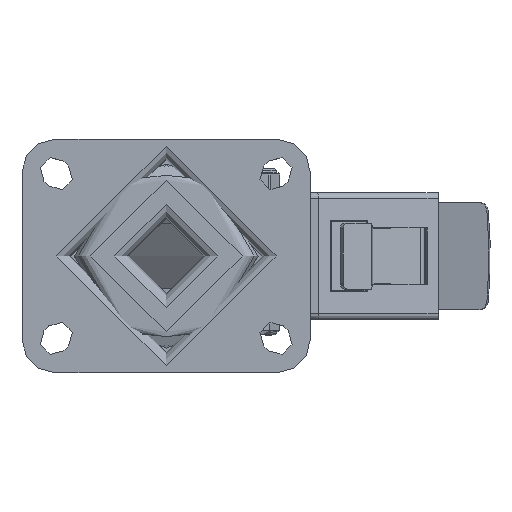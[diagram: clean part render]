
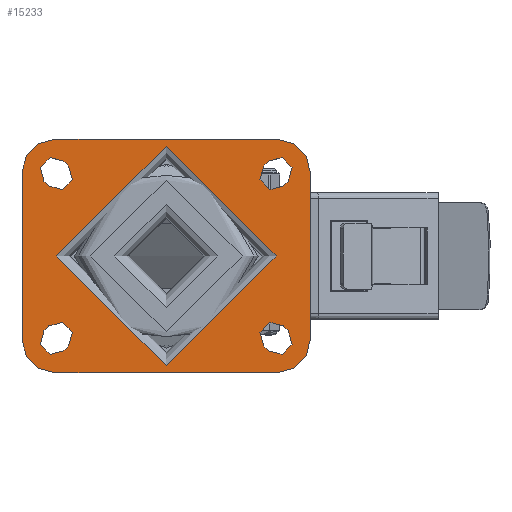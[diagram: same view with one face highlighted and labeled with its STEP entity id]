
A CAD part, top view. The second image highlights one B-rep face of the part: STEP entity #15233.
In plain terms, the highlighted planar face has unit normal (0, 0, 1).
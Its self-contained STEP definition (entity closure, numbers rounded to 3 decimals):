
#1159=FACE_BOUND('',#5587,.T.);
#1160=FACE_BOUND('',#5588,.T.);
#1161=FACE_BOUND('',#5589,.T.);
#1162=FACE_BOUND('',#5590,.T.);
#1163=FACE_BOUND('',#5591,.T.);
#1353=PLANE('',#16563);
#2262=LINE('',#26524,#3433);
#2263=LINE('',#26525,#3434);
#2264=LINE('',#26526,#3435);
#2265=LINE('',#26527,#3436);
#2266=LINE('',#26528,#3437);
#2267=LINE('',#26529,#3438);
#2268=LINE('',#26530,#3439);
#2269=LINE('',#26531,#3440);
#2270=LINE('',#26532,#3441);
#2271=LINE('',#26533,#3442);
#2272=LINE('',#26534,#3443);
#2273=LINE('',#26535,#3444);
#3433=VECTOR('',#19005,1000.);
#3434=VECTOR('',#19006,1000.);
#3435=VECTOR('',#19007,1000.);
#3436=VECTOR('',#19008,1000.);
#3437=VECTOR('',#19009,1000.);
#3438=VECTOR('',#19010,1000.);
#3439=VECTOR('',#19011,1000.);
#3440=VECTOR('',#19012,1000.);
#3441=VECTOR('',#19013,1000.);
#3442=VECTOR('',#19014,1000.);
#3443=VECTOR('',#19015,1000.);
#3444=VECTOR('',#19016,1000.);
#4591=FACE_OUTER_BOUND('',#5586,.T.);
#5586=EDGE_LOOP('',(#12362,#12363,#12364,#12365,#12366,#12367,#12368,#12369));
#5587=EDGE_LOOP('',(#12370,#12371,#12372,#12373));
#5588=EDGE_LOOP('',(#12374,#12375,#12376,#12377));
#5589=EDGE_LOOP('',(#12378,#12379,#12380,#12381));
#5590=EDGE_LOOP('',(#12382,#12383,#12384,#12385));
#5591=EDGE_LOOP('',(#12386));
#6354=CIRCLE('',#16442,5.125);
#6355=CIRCLE('',#16444,5.125);
#6358=CIRCLE('',#16448,5.125);
#6359=CIRCLE('',#16450,5.125);
#6361=CIRCLE('',#16453,5.125);
#6364=CIRCLE('',#16457,5.125);
#6365=CIRCLE('',#16459,5.125);
#6368=CIRCLE('',#16463,5.125);
#6369=CIRCLE('',#16465,12.);
#6371=CIRCLE('',#16468,12.);
#6373=CIRCLE('',#16471,12.);
#6375=CIRCLE('',#16474,12.);
#6396=CIRCLE('',#16505,40.);
#7283=VERTEX_POINT('',#26164);
#7284=VERTEX_POINT('',#26166);
#7285=VERTEX_POINT('',#26170);
#7286=VERTEX_POINT('',#26171);
#7291=VERTEX_POINT('',#26182);
#7292=VERTEX_POINT('',#26184);
#7293=VERTEX_POINT('',#26188);
#7294=VERTEX_POINT('',#26189);
#7297=VERTEX_POINT('',#26197);
#7298=VERTEX_POINT('',#26198);
#7303=VERTEX_POINT('',#26209);
#7304=VERTEX_POINT('',#26211);
#7305=VERTEX_POINT('',#26215);
#7306=VERTEX_POINT('',#26216);
#7311=VERTEX_POINT('',#26227);
#7312=VERTEX_POINT('',#26229);
#7313=VERTEX_POINT('',#26233);
#7314=VERTEX_POINT('',#26234);
#7317=VERTEX_POINT('',#26242);
#7318=VERTEX_POINT('',#26243);
#7321=VERTEX_POINT('',#26251);
#7322=VERTEX_POINT('',#26252);
#7325=VERTEX_POINT('',#26260);
#7326=VERTEX_POINT('',#26261);
#7343=VERTEX_POINT('',#26315);
#9036=EDGE_CURVE('',#7284,#7283,#6354,.T.);
#9038=EDGE_CURVE('',#7285,#7286,#6355,.T.);
#9044=EDGE_CURVE('',#7292,#7291,#6358,.T.);
#9046=EDGE_CURVE('',#7293,#7294,#6359,.T.);
#9050=EDGE_CURVE('',#7297,#7298,#6361,.T.);
#9056=EDGE_CURVE('',#7304,#7303,#6364,.T.);
#9058=EDGE_CURVE('',#7305,#7306,#6365,.T.);
#9064=EDGE_CURVE('',#7312,#7311,#6368,.T.);
#9066=EDGE_CURVE('',#7313,#7314,#6369,.T.);
#9070=EDGE_CURVE('',#7317,#7318,#6371,.T.);
#9074=EDGE_CURVE('',#7321,#7322,#6373,.T.);
#9078=EDGE_CURVE('',#7325,#7326,#6375,.T.);
#9105=EDGE_CURVE('',#7343,#7343,#6396,.T.);
#9209=EDGE_CURVE('',#7322,#7325,#2262,.T.);
#9210=EDGE_CURVE('',#7318,#7321,#2263,.T.);
#9211=EDGE_CURVE('',#7314,#7317,#2264,.T.);
#9212=EDGE_CURVE('',#7326,#7313,#2265,.T.);
#9213=EDGE_CURVE('',#7283,#7285,#2266,.T.);
#9214=EDGE_CURVE('',#7286,#7284,#2267,.T.);
#9215=EDGE_CURVE('',#7291,#7293,#2268,.T.);
#9216=EDGE_CURVE('',#7294,#7292,#2269,.T.);
#9217=EDGE_CURVE('',#7298,#7304,#2270,.T.);
#9218=EDGE_CURVE('',#7303,#7297,#2271,.T.);
#9219=EDGE_CURVE('',#7306,#7312,#2272,.T.);
#9220=EDGE_CURVE('',#7311,#7305,#2273,.T.);
#12362=ORIENTED_EDGE('',*,*,#9078,.F.);
#12363=ORIENTED_EDGE('',*,*,#9209,.F.);
#12364=ORIENTED_EDGE('',*,*,#9074,.F.);
#12365=ORIENTED_EDGE('',*,*,#9210,.F.);
#12366=ORIENTED_EDGE('',*,*,#9070,.F.);
#12367=ORIENTED_EDGE('',*,*,#9211,.F.);
#12368=ORIENTED_EDGE('',*,*,#9066,.F.);
#12369=ORIENTED_EDGE('',*,*,#9212,.F.);
#12370=ORIENTED_EDGE('',*,*,#9213,.T.);
#12371=ORIENTED_EDGE('',*,*,#9038,.T.);
#12372=ORIENTED_EDGE('',*,*,#9214,.T.);
#12373=ORIENTED_EDGE('',*,*,#9036,.T.);
#12374=ORIENTED_EDGE('',*,*,#9215,.T.);
#12375=ORIENTED_EDGE('',*,*,#9046,.T.);
#12376=ORIENTED_EDGE('',*,*,#9216,.T.);
#12377=ORIENTED_EDGE('',*,*,#9044,.T.);
#12378=ORIENTED_EDGE('',*,*,#9217,.T.);
#12379=ORIENTED_EDGE('',*,*,#9056,.T.);
#12380=ORIENTED_EDGE('',*,*,#9218,.T.);
#12381=ORIENTED_EDGE('',*,*,#9050,.T.);
#12382=ORIENTED_EDGE('',*,*,#9219,.T.);
#12383=ORIENTED_EDGE('',*,*,#9064,.T.);
#12384=ORIENTED_EDGE('',*,*,#9220,.T.);
#12385=ORIENTED_EDGE('',*,*,#9058,.T.);
#12386=ORIENTED_EDGE('',*,*,#9105,.F.);
#15233=ADVANCED_FACE('',(#4591,#1159,#1160,#1161,#1162,#1163),#1353,.T.);
#16442=AXIS2_PLACEMENT_3D('',#26167,#18685,#18686);
#16444=AXIS2_PLACEMENT_3D('',#26172,#18690,#18691);
#16448=AXIS2_PLACEMENT_3D('',#26185,#18701,#18702);
#16450=AXIS2_PLACEMENT_3D('',#26190,#18706,#18707);
#16453=AXIS2_PLACEMENT_3D('',#26199,#18714,#18715);
#16457=AXIS2_PLACEMENT_3D('',#26212,#18725,#18726);
#16459=AXIS2_PLACEMENT_3D('',#26217,#18730,#18731);
#16463=AXIS2_PLACEMENT_3D('',#26230,#18741,#18742);
#16465=AXIS2_PLACEMENT_3D('',#26235,#18746,#18747);
#16468=AXIS2_PLACEMENT_3D('',#26244,#18754,#18755);
#16471=AXIS2_PLACEMENT_3D('',#26253,#18762,#18763);
#16474=AXIS2_PLACEMENT_3D('',#26262,#18770,#18771);
#16505=AXIS2_PLACEMENT_3D('',#26316,#18838,#18839);
#16563=AXIS2_PLACEMENT_3D('',#26523,#19003,#19004);
#18685=DIRECTION('center_axis',(0.,0.,-1.));
#18686=DIRECTION('ref_axis',(-1.,0.,0.));
#18690=DIRECTION('center_axis',(0.,0.,-1.));
#18691=DIRECTION('ref_axis',(-1.,0.,0.));
#18701=DIRECTION('center_axis',(0.,0.,-1.));
#18702=DIRECTION('ref_axis',(-1.,0.,0.));
#18706=DIRECTION('center_axis',(0.,0.,-1.));
#18707=DIRECTION('ref_axis',(-1.,0.,0.));
#18714=DIRECTION('center_axis',(0.,0.,-1.));
#18715=DIRECTION('ref_axis',(1.,0.,0.));
#18725=DIRECTION('center_axis',(0.,0.,-1.));
#18726=DIRECTION('ref_axis',(1.,0.,0.));
#18730=DIRECTION('center_axis',(0.,0.,-1.));
#18731=DIRECTION('ref_axis',(1.,0.,0.));
#18741=DIRECTION('center_axis',(0.,0.,-1.));
#18742=DIRECTION('ref_axis',(1.,0.,0.));
#18746=DIRECTION('center_axis',(0.,0.,-1.));
#18747=DIRECTION('ref_axis',(-0.707,0.707,0.));
#18754=DIRECTION('center_axis',(0.,0.,-1.));
#18755=DIRECTION('ref_axis',(0.707,0.707,0.));
#18762=DIRECTION('center_axis',(0.,0.,-1.));
#18763=DIRECTION('ref_axis',(0.707,-0.707,0.));
#18770=DIRECTION('center_axis',(0.,0.,-1.));
#18771=DIRECTION('ref_axis',(-0.707,-0.707,0.));
#18838=DIRECTION('center_axis',(0.,0.,1.));
#18839=DIRECTION('ref_axis',(1.,0.,0.));
#19003=DIRECTION('center_axis',(0.,0.,1.));
#19004=DIRECTION('ref_axis',(1.,0.,0.));
#19005=DIRECTION('',(-1.,0.,0.));
#19006=DIRECTION('',(0.,-1.,0.));
#19007=DIRECTION('',(1.,0.,0.));
#19008=DIRECTION('',(0.,1.,0.));
#19009=DIRECTION('',(-0.707,0.707,0.));
#19010=DIRECTION('',(0.707,-0.707,0.));
#19011=DIRECTION('',(-0.707,-0.707,0.));
#19012=DIRECTION('',(0.707,0.707,0.));
#19013=DIRECTION('',(-0.707,-0.707,0.));
#19014=DIRECTION('',(0.707,0.707,0.));
#19015=DIRECTION('',(-0.707,0.707,0.));
#19016=DIRECTION('',(0.707,-0.707,0.));
#26164=CARTESIAN_POINT('',(37.26,-34.508,0.));
#26166=CARTESIAN_POINT('',(44.508,-27.26,0.));
#26167=CARTESIAN_POINT('Origin',(40.884,-30.884,0.));
#26170=CARTESIAN_POINT('',(35.492,-32.74,0.));
#26171=CARTESIAN_POINT('',(42.74,-25.492,0.));
#26172=CARTESIAN_POINT('Origin',(39.116,-29.116,0.));
#26182=CARTESIAN_POINT('',(44.508,27.26,0.));
#26184=CARTESIAN_POINT('',(37.26,34.508,0.));
#26185=CARTESIAN_POINT('Origin',(40.884,30.884,0.));
#26188=CARTESIAN_POINT('',(42.74,25.492,0.));
#26189=CARTESIAN_POINT('',(35.492,32.74,0.));
#26190=CARTESIAN_POINT('Origin',(39.116,29.116,0.));
#26197=CARTESIAN_POINT('',(-42.74,-25.492,0.));
#26198=CARTESIAN_POINT('',(-35.492,-32.74,0.));
#26199=CARTESIAN_POINT('Origin',(-39.116,-29.116,0.));
#26209=CARTESIAN_POINT('',(-44.508,-27.26,0.));
#26211=CARTESIAN_POINT('',(-37.26,-34.508,0.));
#26212=CARTESIAN_POINT('Origin',(-40.884,-30.884,0.));
#26215=CARTESIAN_POINT('',(-35.492,32.74,0.));
#26216=CARTESIAN_POINT('',(-42.74,25.492,0.));
#26217=CARTESIAN_POINT('Origin',(-39.116,29.116,0.));
#26227=CARTESIAN_POINT('',(-37.26,34.508,0.));
#26229=CARTESIAN_POINT('',(-44.508,27.26,0.));
#26230=CARTESIAN_POINT('Origin',(-40.884,30.884,0.));
#26233=CARTESIAN_POINT('',(-52.5,30.5,0.));
#26234=CARTESIAN_POINT('',(-40.5,42.5,0.));
#26235=CARTESIAN_POINT('Origin',(-40.5,30.5,0.));
#26242=CARTESIAN_POINT('',(40.5,42.5,0.));
#26243=CARTESIAN_POINT('',(52.5,30.5,0.));
#26244=CARTESIAN_POINT('Origin',(40.5,30.5,0.));
#26251=CARTESIAN_POINT('',(52.5,-30.5,0.));
#26252=CARTESIAN_POINT('',(40.5,-42.5,0.));
#26253=CARTESIAN_POINT('Origin',(40.5,-30.5,0.));
#26260=CARTESIAN_POINT('',(-40.5,-42.5,0.));
#26261=CARTESIAN_POINT('',(-52.5,-30.5,0.));
#26262=CARTESIAN_POINT('Origin',(-40.5,-30.5,0.));
#26315=CARTESIAN_POINT('',(40.,0.,0.));
#26316=CARTESIAN_POINT('Origin',(0.,0.,0.));
#26523=CARTESIAN_POINT('Origin',(0.,0.,0.));
#26524=CARTESIAN_POINT('',(52.5,-42.5,0.));
#26525=CARTESIAN_POINT('',(52.5,42.5,0.));
#26526=CARTESIAN_POINT('',(-52.5,42.5,0.));
#26527=CARTESIAN_POINT('',(-52.5,-42.5,0.));
#26528=CARTESIAN_POINT('',(37.26,-34.508,0.));
#26529=CARTESIAN_POINT('',(44.508,-27.26,0.));
#26530=CARTESIAN_POINT('',(44.508,27.26,0.));
#26531=CARTESIAN_POINT('',(37.26,34.508,0.));
#26532=CARTESIAN_POINT('',(-37.26,-34.508,0.));
#26533=CARTESIAN_POINT('',(-44.508,-27.26,0.));
#26534=CARTESIAN_POINT('',(-44.508,27.26,0.));
#26535=CARTESIAN_POINT('',(-37.26,34.508,0.));
